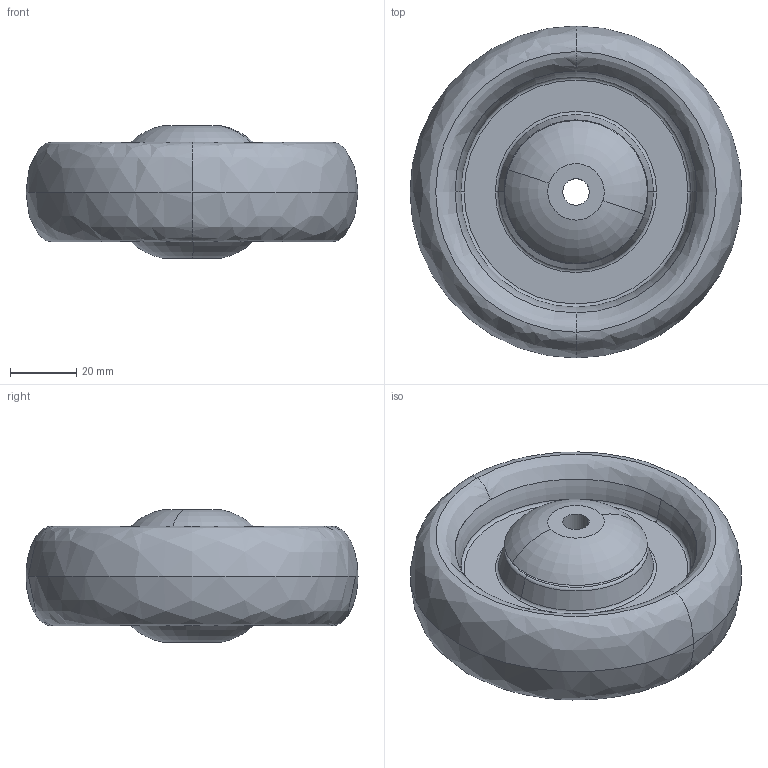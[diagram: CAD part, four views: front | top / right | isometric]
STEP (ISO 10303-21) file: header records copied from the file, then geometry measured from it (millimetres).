
FILE_DESCRIPTION (( 'STEP AP214' ), '1' );
FILE_NAME ('0024988.step', '2023-01-16T10:41:58', ( '' ), ( '' ), 'SwSTEP 2.0', 'SolidWorks 2020', '' );
FILE_SCHEMA (( 'AUTOMOTIVE_DESIGN' ));
Length unit declared in the file: millimetre
Products named in the file (1): 0024988
Bounding box: 100 x 100 x 40 mm (x, y, z)
Surface area: 30183.7 mm2 (no closed solid volume)
Topology: 0 solids, 5 shells, 46 faces, 102 edges, 62 vertices
Faces by surface type: torus 20, bspline 8, cone 8, plane 6, cylinder 4
Entity records: 1909 total; most frequent: CARTESIAN_POINT 355, DIRECTION 254, ORIENTED_EDGE 184, AXIS2_PLACEMENT_3D 121, EDGE_CURVE 102, CIRCLE 82, VERTEX_POINT 62, EDGE_LOOP 52
